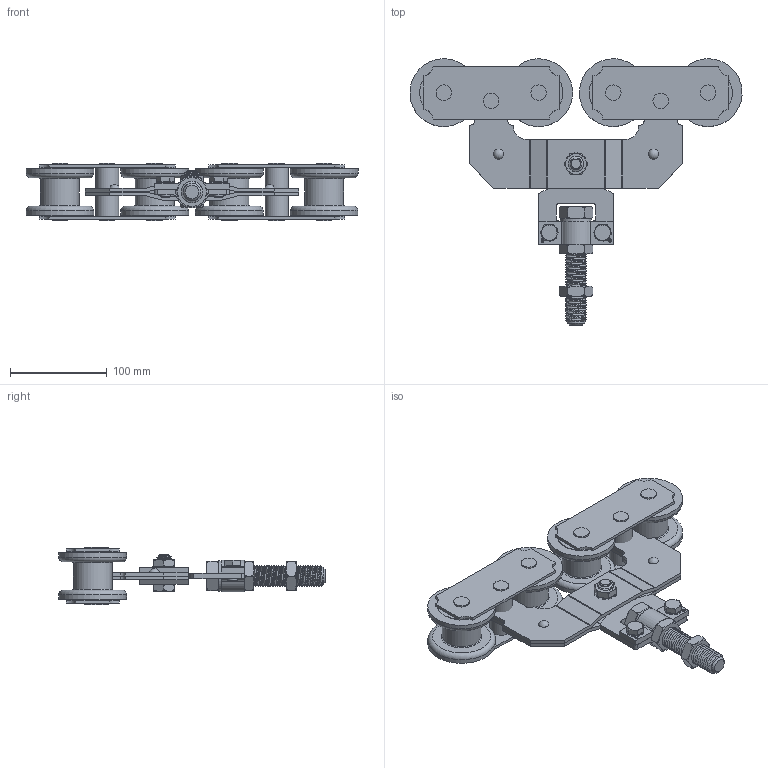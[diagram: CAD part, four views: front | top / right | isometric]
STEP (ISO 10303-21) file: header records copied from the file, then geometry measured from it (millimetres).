
FILE_DESCRIPTION((''),'2;1');
FILE_NAME('288S.stp','2013-01-14T13:45:54',('DOMINIQUE'),(''),'Autodesk Inventor 2013','Autodesk Inventor 2013','');
FILE_SCHEMA(('AUTOMOTIVE_DESIGN { 1 0 10303 214 1 1 1 1 }'));
Length unit declared in the file: millimetre
Products named in the file (23): 288S; 15502; 15105 mont; 15104; 15004; 14142; 14142 corps; 14142 helicoidal; 15003; 15746; 15070; vis TH M20x90; vis TH M20x90 helicoidal 48; vis TH M20x90 helicoidal 25; vis TH M20x90 corps; 15085; 06017; 06014; 09022; 09018; 04523; ISO 4017  (Taraudage usuel) M10 x 16; 09016
Assembly tree (40 placements, depth 3):
  288S
    15502  x4
    15105 mont  x6
    15104  x4
    15004
    14142
      14142 corps
      14142 helicoidal
    15003
    15746
    15070  x4
    vis TH M20x90
      vis TH M20x90 helicoidal 48
      vis TH M20x90 helicoidal 25
      vis TH M20x90 corps
    15085  x2
    06017  x2
    06014
    09022  x2
    09018
    04523  x2
      ISO 4017  (Taraudage usuel) M10 x 16
      09016
Bounding box: 342.79 x 274.96 x 59 mm (x, y, z)
Volume: 729276.8 mm3; surface area: 352387.7 mm2
Topology: 38 solids, 38 shells, 1200 faces, 3234 edges, 2071 vertices
Faces by surface type: cylinder 560, plane 476, torus 66, bspline 66, cone 28, sphere 4
Full cylindrical faces by diameter (mm): 6 x2, 6.2 x4, 8.376 x2, 9.7 x12, 10 x14, 10.1 x2, 10.2 x2, 11.835 x1, 12 x1, 14.3 x1, 14.63 x2, 16 x13, 16.2 x7, 17.294 x2, 18 x1, 20 x1, 23.9 x6, 24.2 x4, 32 x1, 33.8 x4, 34 x4, 40 x4, 50 x8, 70 x8
Entity records: 26225 total; most frequent: CARTESIAN_POINT 11510, ORIENTED_EDGE 2932, DIRECTION 2924, EDGE_CURVE 1466, AXIS2_PLACEMENT_3D 1120, VERTEX_POINT 985, VECTOR 684, LINE 684
